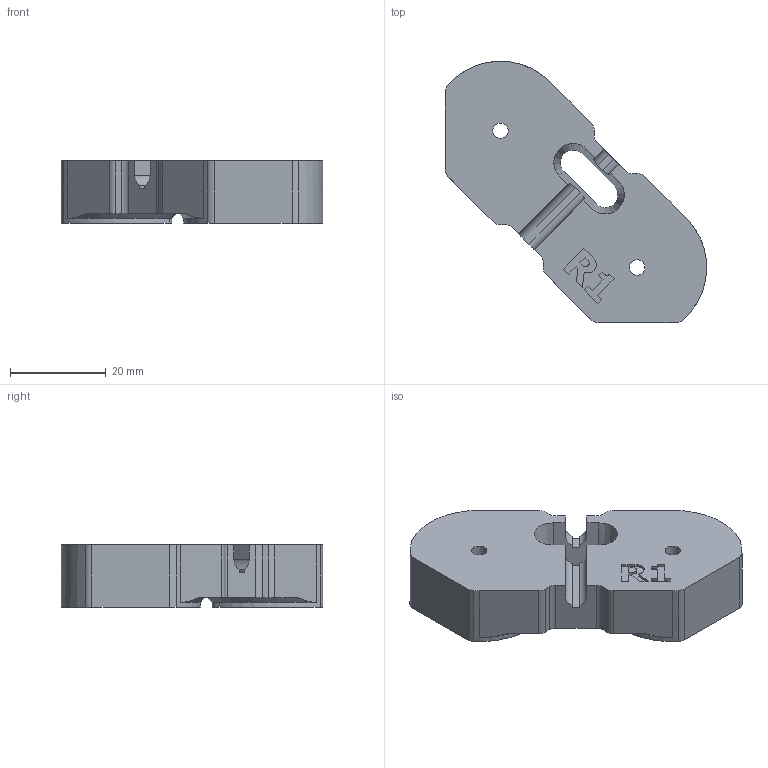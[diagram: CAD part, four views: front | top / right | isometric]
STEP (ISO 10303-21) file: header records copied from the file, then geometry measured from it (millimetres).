
FILE_DESCRIPTION(/* description */ (''),/* implementation_level */ '2;1');
FILE_NAME(/* name */ 'feet_bracket.stp',/* time_stamp */ '2023-07-03T09:26:50+02:00',/* author */ ('borek.rajtora'),/* organization */ (''),/* preprocessor_version */ 'ST-DEVELOPER v19',/* originating_system */ 'Autodesk Inventor 2023',/* authorisation */ '');
FILE_SCHEMA (('AUTOMOTIVE_DESIGN { 1 0 10303 214 3 1 1 }'));
Length unit declared in the file: millimetre
Products named in the file (1): feet_holder
Bounding box: 54.5 x 54.5 x 13 mm (x, y, z)
Volume: 17720.2 mm3; surface area: 6536.6 mm2
Topology: 1 solids, 1 shells, 153 faces, 428 edges, 282 vertices
Faces by surface type: plane 90, cylinder 42, bspline 11, cone 10
Full cylindrical faces by diameter (mm): 3.2 x2
Entity records: 5057 total; most frequent: CARTESIAN_POINT 1035, ORIENTED_EDGE 856, DIRECTION 810, EDGE_CURVE 428, VERTEX_POINT 282, LINE 276, VECTOR 276, AXIS2_PLACEMENT_3D 267
